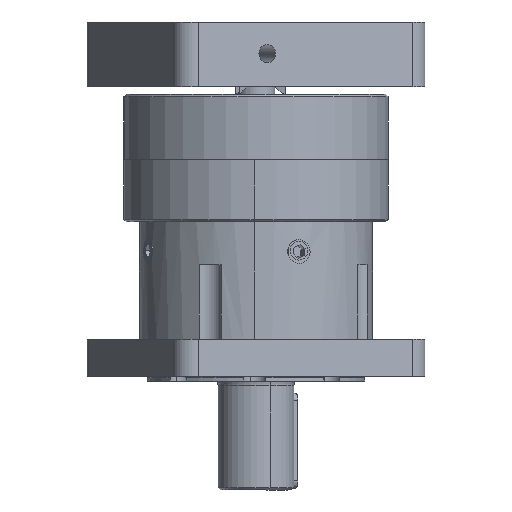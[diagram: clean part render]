
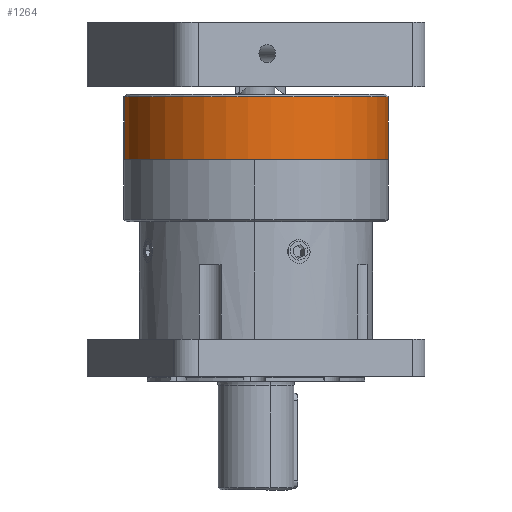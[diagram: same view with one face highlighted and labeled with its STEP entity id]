
A CAD part, left-side view. The second image highlights one B-rep face of the part: STEP entity #1264.
In plain terms, the highlighted cylindrical face has radius 44.25 mm (diameter 88.5 mm), a partial arc.
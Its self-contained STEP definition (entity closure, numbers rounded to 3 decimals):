
#262 = CARTESIAN_POINT ( 'NONE',  ( -99.636, 89.609, 173.943 ) ) ;
#456 = CARTESIAN_POINT ( 'NONE',  ( -109.959, 177.505, 173.941 ) ) ;
#1264 = ADVANCED_FACE ( 'NONE', ( #10311 ), #11703, .T. ) ;
#1287 = VECTOR ( 'NONE', #13802, 1000. ) ;
#1616 = CIRCLE ( 'NONE', #9112, 44.25 ) ;
#1753 = ORIENTED_EDGE ( 'NONE', *, *, #6939, .F. ) ;
#1794 = CARTESIAN_POINT ( 'NONE',  ( -109.959, 177.505, 194.925 ) ) ;
#3291 = AXIS2_PLACEMENT_3D ( 'NONE', #6169, #4891, #11315 ) ;
#3378 = EDGE_CURVE ( 'NONE', #12710, #6164, #15485, .T. ) ;
#4471 = DIRECTION ( 'NONE',  ( 0., 0., 1. ) ) ;
#4827 = CARTESIAN_POINT ( 'NONE',  ( -99.636, 89.609, 173.941 ) ) ;
#4891 = DIRECTION ( 'NONE',  ( 0., 0., -1. ) ) ;
#5289 = AXIS2_PLACEMENT_3D ( 'NONE', #13128, #7937, #14516 ) ;
#5435 = CARTESIAN_POINT ( 'NONE',  ( -109.959, 177.505, 173.943 ) ) ;
#5529 = VERTEX_POINT ( 'NONE', #262 ) ;
#5755 = ORIENTED_EDGE ( 'NONE', *, *, #13757, .T. ) ;
#6164 = VERTEX_POINT ( 'NONE', #1794 ) ;
#6169 = CARTESIAN_POINT ( 'NONE',  ( -104.798, 133.557, 194.925 ) ) ;
#6939 = EDGE_CURVE ( 'NONE', #13968, #6164, #16006, .T. ) ;
#7136 = ORIENTED_EDGE ( 'NONE', *, *, #10959, .T. ) ;
#7827 = CARTESIAN_POINT ( 'NONE',  ( -99.636, 89.609, 194.925 ) ) ;
#7937 = DIRECTION ( 'NONE',  ( 0., 0., 1. ) ) ;
#9112 = AXIS2_PLACEMENT_3D ( 'NONE', #13511, #4471, #12161 ) ;
#10216 = LINE ( 'NONE', #4827, #1287 ) ;
#10311 = FACE_OUTER_BOUND ( 'NONE', #13979, .T. ) ;
#10959 = EDGE_CURVE ( 'NONE', #5529, #12710, #10216, .T. ) ;
#11315 = DIRECTION ( 'NONE',  ( -0.117, 0.993, 0. ) ) ;
#11703 = CYLINDRICAL_SURFACE ( 'NONE', #5289, 44.25 ) ;
#11945 = DIRECTION ( 'NONE',  ( 0., 0., 1. ) ) ;
#12161 = DIRECTION ( 'NONE',  ( 0.37, -0.929, 0. ) ) ;
#12616 = VECTOR ( 'NONE', #11945, 1000. ) ;
#12710 = VERTEX_POINT ( 'NONE', #7827 ) ;
#12820 = ORIENTED_EDGE ( 'NONE', *, *, #3378, .T. ) ;
#13128 = CARTESIAN_POINT ( 'NONE',  ( -104.798, 133.557, 173.941 ) ) ;
#13511 = CARTESIAN_POINT ( 'NONE',  ( -104.798, 133.557, 173.943 ) ) ;
#13757 = EDGE_CURVE ( 'NONE', #13968, #5529, #1616, .T. ) ;
#13802 = DIRECTION ( 'NONE',  ( 0., 0., 1. ) ) ;
#13968 = VERTEX_POINT ( 'NONE', #5435 ) ;
#13979 = EDGE_LOOP ( 'NONE', ( #5755, #7136, #12820, #1753 ) ) ;
#14516 = DIRECTION ( 'NONE',  ( -0.117, 0.993, 0. ) ) ;
#15485 = CIRCLE ( 'NONE', #3291, 44.25 ) ;
#16006 = LINE ( 'NONE', #456, #12616 ) ;
